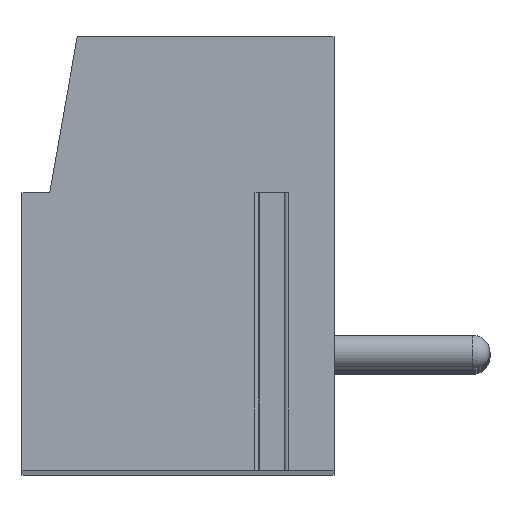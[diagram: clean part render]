
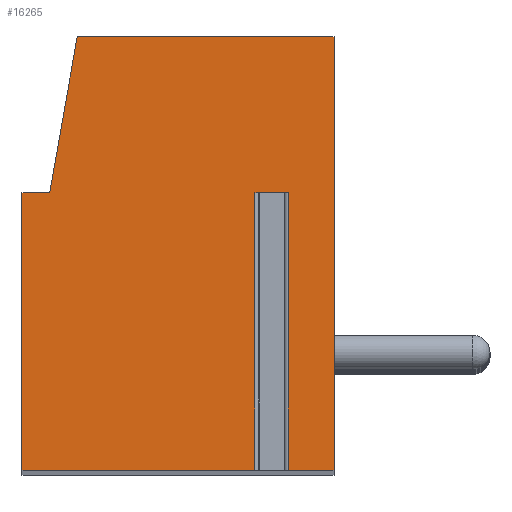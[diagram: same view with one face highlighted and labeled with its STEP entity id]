
A CAD part, top view. The second image highlights one B-rep face of the part: STEP entity #16265.
In plain terms, the highlighted planar face has unit normal (0, 0, 1).
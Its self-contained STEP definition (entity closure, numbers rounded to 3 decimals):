
#13=DIRECTION('',(-1.,0.,0.));
#14=VECTOR('',#13,0.958);
#15=CARTESIAN_POINT('',(3.179,1.75,82.5));
#16=LINE('',#15,#14);
#17=DIRECTION('',(0.,-1.,0.));
#18=VECTOR('',#17,8.);
#19=CARTESIAN_POINT('',(2.221,1.75,82.5));
#20=LINE('',#19,#18);
#21=DIRECTION('',(1.,0.,0.));
#22=VECTOR('',#21,6.721);
#23=CARTESIAN_POINT('',(-4.5,-6.25,82.5));
#24=LINE('',#23,#22);
#25=DIRECTION('',(0.,-1.,0.));
#26=VECTOR('',#25,8.);
#27=CARTESIAN_POINT('',(-4.5,1.75,82.5));
#28=LINE('',#27,#26);
#29=DIRECTION('',(-1.,0.,0.));
#30=VECTOR('',#29,0.8);
#31=CARTESIAN_POINT('',(-3.7,1.75,82.5));
#32=LINE('',#31,#30);
#33=DIRECTION('',(-0.174,-0.985,0.));
#34=VECTOR('',#33,4.569);
#35=CARTESIAN_POINT('',(-2.907,6.25,82.5));
#36=LINE('',#35,#34);
#37=DIRECTION('',(-1.,0.,0.));
#38=VECTOR('',#37,7.407);
#39=CARTESIAN_POINT('',(4.5,6.25,82.5));
#40=LINE('',#39,#38);
#41=DIRECTION('',(0.,1.,0.));
#42=VECTOR('',#41,12.5);
#43=CARTESIAN_POINT('',(4.5,-6.25,82.5));
#44=LINE('',#43,#42);
#45=DIRECTION('',(1.,0.,0.));
#46=VECTOR('',#45,1.321);
#47=CARTESIAN_POINT('',(3.179,-6.25,82.5));
#48=LINE('',#47,#46);
#49=DIRECTION('',(0.,-1.,0.));
#50=VECTOR('',#49,8.);
#51=CARTESIAN_POINT('',(3.179,1.75,82.5));
#52=LINE('',#51,#50);
#12873=CARTESIAN_POINT('',(-2.907,6.25,82.5));
#12874=CARTESIAN_POINT('',(-3.7,1.75,82.5));
#12875=VERTEX_POINT('',#12873);
#12876=VERTEX_POINT('',#12874);
#12877=CARTESIAN_POINT('',(-4.5,1.75,82.5));
#12878=VERTEX_POINT('',#12877);
#12879=CARTESIAN_POINT('',(-4.5,-6.25,82.5));
#12880=VERTEX_POINT('',#12879);
#12881=CARTESIAN_POINT('',(4.5,-6.25,82.5));
#12882=CARTESIAN_POINT('',(4.5,6.25,82.5));
#12883=VERTEX_POINT('',#12881);
#12884=VERTEX_POINT('',#12882);
#12941=CARTESIAN_POINT('',(3.179,1.75,82.5));
#12942=CARTESIAN_POINT('',(2.221,1.75,82.5));
#12943=VERTEX_POINT('',#12941);
#12944=VERTEX_POINT('',#12942);
#12945=CARTESIAN_POINT('',(3.179,-6.25,82.5));
#12946=VERTEX_POINT('',#12945);
#12947=CARTESIAN_POINT('',(2.221,-6.25,82.5));
#12948=VERTEX_POINT('',#12947);
#16238=CARTESIAN_POINT('',(0.,0.,82.5));
#16239=DIRECTION('',(0.,0.,1.));
#16240=DIRECTION('',(1.,0.,0.));
#16241=AXIS2_PLACEMENT_3D('',#16238,#16239,#16240);
#16242=PLANE('',#16241);
#16244=ORIENTED_EDGE('',*,*,#16243,.T.);
#16246=ORIENTED_EDGE('',*,*,#16245,.T.);
#16248=ORIENTED_EDGE('',*,*,#16247,.F.);
#16250=ORIENTED_EDGE('',*,*,#16249,.F.);
#16252=ORIENTED_EDGE('',*,*,#16251,.F.);
#16254=ORIENTED_EDGE('',*,*,#16253,.F.);
#16256=ORIENTED_EDGE('',*,*,#16255,.F.);
#16258=ORIENTED_EDGE('',*,*,#16257,.F.);
#16260=ORIENTED_EDGE('',*,*,#16259,.F.);
#16262=ORIENTED_EDGE('',*,*,#16261,.F.);
#16263=EDGE_LOOP('',(#16244,#16246,#16248,#16250,#16252,#16254,#16256,#16258,
#16260,#16262));
#16264=FACE_OUTER_BOUND('',#16263,.F.);
#16243=EDGE_CURVE('',#12943,#12944,#16,.T.);
#16245=EDGE_CURVE('',#12944,#12948,#20,.T.);
#16247=EDGE_CURVE('',#12880,#12948,#24,.T.);
#16249=EDGE_CURVE('',#12878,#12880,#28,.T.);
#16251=EDGE_CURVE('',#12876,#12878,#32,.T.);
#16253=EDGE_CURVE('',#12875,#12876,#36,.T.);
#16255=EDGE_CURVE('',#12884,#12875,#40,.T.);
#16257=EDGE_CURVE('',#12883,#12884,#44,.T.);
#16259=EDGE_CURVE('',#12946,#12883,#48,.T.);
#16261=EDGE_CURVE('',#12943,#12946,#52,.T.);
#16265=ADVANCED_FACE('',(#16264),#16242,.T.);
